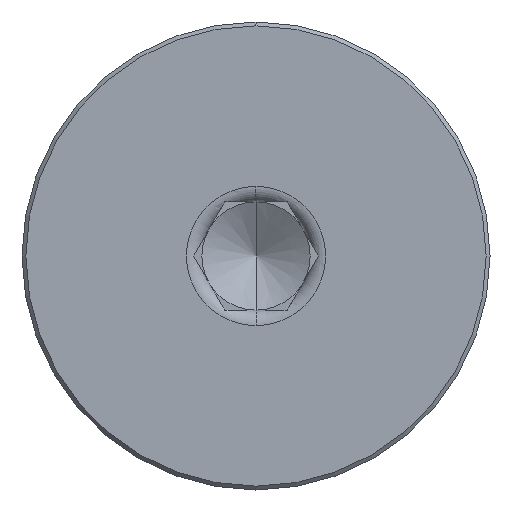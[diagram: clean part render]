
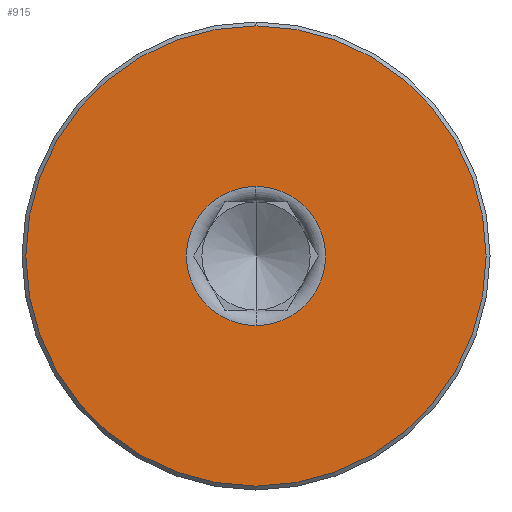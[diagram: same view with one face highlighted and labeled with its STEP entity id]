
A CAD part, left-side view. The second image highlights one B-rep face of the part: STEP entity #915.
In plain terms, the highlighted planar face has unit normal (-1, 0, 0).
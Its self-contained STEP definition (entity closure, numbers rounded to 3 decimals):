
#5 = CARTESIAN_POINT ( 'NONE',  ( 0., 0., 9. ) ) ;
#14 = AXIS2_PLACEMENT_3D ( 'NONE', #80, #143, #660 ) ;
#26 = AXIS2_PLACEMENT_3D ( 'NONE', #846, #413, #914 ) ;
#44 = CARTESIAN_POINT ( 'NONE',  ( 0., 0., 0. ) ) ;
#54 = VERTEX_POINT ( 'NONE', #107 ) ;
#76 = CIRCLE ( 'NONE', #895, 9. ) ;
#80 = CARTESIAN_POINT ( 'NONE',  ( 0., 0., 0. ) ) ;
#105 = FACE_BOUND ( 'NONE', #306, .T. ) ;
#107 = CARTESIAN_POINT ( 'NONE',  ( 0., 0., -9. ) ) ;
#111 = DIRECTION ( 'NONE',  ( 0., 0., -1. ) ) ;
#138 = DIRECTION ( 'NONE',  ( -1., 0., 0. ) ) ;
#143 = DIRECTION ( 'NONE',  ( 1., 0., 0. ) ) ;
#163 = DIRECTION ( 'NONE',  ( 1., 0., 0. ) ) ;
#204 = VERTEX_POINT ( 'NONE', #736 ) ;
#212 = PLANE ( 'NONE',  #14 ) ;
#227 = CARTESIAN_POINT ( 'NONE',  ( 0., 0., 29.75 ) ) ;
#247 = ORIENTED_EDGE ( 'NONE', *, *, #497, .T. ) ;
#299 = ORIENTED_EDGE ( 'NONE', *, *, #673, .T. ) ;
#306 = EDGE_LOOP ( 'NONE', ( #247, #299 ) ) ;
#333 = FACE_OUTER_BOUND ( 'NONE', #398, .T. ) ;
#398 = EDGE_LOOP ( 'NONE', ( #874, #761 ) ) ;
#413 = DIRECTION ( 'NONE',  ( 1., 0., 0. ) ) ;
#455 = VERTEX_POINT ( 'NONE', #227 ) ;
#497 = EDGE_CURVE ( 'NONE', #54, #813, #76, .T. ) ;
#545 = DIRECTION ( 'NONE',  ( -1., 0., 0. ) ) ;
#558 = AXIS2_PLACEMENT_3D ( 'NONE', #579, #138, #650 ) ;
#579 = CARTESIAN_POINT ( 'NONE',  ( 0., 0., 0. ) ) ;
#603 = EDGE_CURVE ( 'NONE', #455, #204, #646, .T. ) ;
#607 = CARTESIAN_POINT ( 'NONE',  ( 0., 0., 0. ) ) ;
#623 = CIRCLE ( 'NONE', #26, 9. ) ;
#629 = AXIS2_PLACEMENT_3D ( 'NONE', #44, #545, #111 ) ;
#646 = CIRCLE ( 'NONE', #629, 29.75 ) ;
#650 = DIRECTION ( 'NONE',  ( 0., 0., -1. ) ) ;
#660 = DIRECTION ( 'NONE',  ( 0., 0., -1. ) ) ;
#673 = EDGE_CURVE ( 'NONE', #813, #54, #623, .T. ) ;
#679 = DIRECTION ( 'NONE',  ( 0., 0., -1. ) ) ;
#736 = CARTESIAN_POINT ( 'NONE',  ( 0., 0., -29.75 ) ) ;
#761 = ORIENTED_EDGE ( 'NONE', *, *, #603, .T. ) ;
#785 = CIRCLE ( 'NONE', #558, 29.75 ) ;
#809 = EDGE_CURVE ( 'NONE', #204, #455, #785, .T. ) ;
#813 = VERTEX_POINT ( 'NONE', #5 ) ;
#846 = CARTESIAN_POINT ( 'NONE',  ( 0., 0., 0. ) ) ;
#874 = ORIENTED_EDGE ( 'NONE', *, *, #809, .T. ) ;
#895 = AXIS2_PLACEMENT_3D ( 'NONE', #607, #163, #679 ) ;
#914 = DIRECTION ( 'NONE',  ( 0., 0., -1. ) ) ;
#915 = ADVANCED_FACE ( 'NONE', ( #333, #105 ), #212, .F. ) ;
